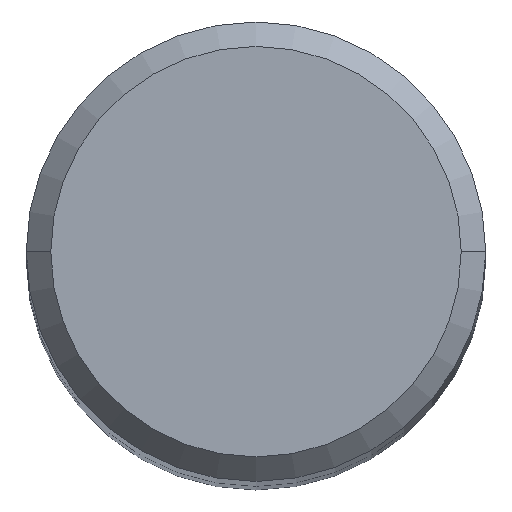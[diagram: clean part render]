
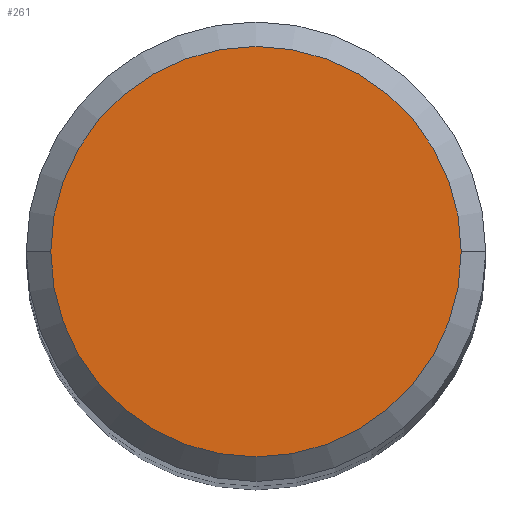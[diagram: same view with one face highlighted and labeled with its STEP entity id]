
A CAD part, top view. The second image highlights one B-rep face of the part: STEP entity #261.
In plain terms, the highlighted planar face has unit normal (0, 0, 1).
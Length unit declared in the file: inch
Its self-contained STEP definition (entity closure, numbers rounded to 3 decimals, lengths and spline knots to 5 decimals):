
#33 = DIRECTION ( 'NONE',  ( 1., 0., 0. ) ) ;
#34 = PLANE ( 'NONE',  #72 ) ;
#37 = AXIS2_PLACEMENT_3D ( 'NONE', #299, #99, #33 ) ;
#45 = CIRCLE ( 'NONE', #256, 0.1675 ) ;
#66 = CARTESIAN_POINT ( 'NONE',  ( 0., 0.1675, 0. ) ) ;
#72 = AXIS2_PLACEMENT_3D ( 'NONE', #66, #189, #300 ) ;
#81 = EDGE_CURVE ( 'NONE', #201, #374, #45, .T. ) ;
#99 = DIRECTION ( 'NONE',  ( 0., 0., 1. ) ) ;
#118 = FACE_OUTER_BOUND ( 'NONE', #375, .T. ) ;
#128 = CARTESIAN_POINT ( 'NONE',  ( 0.1675, 0., 0. ) ) ;
#136 = ORIENTED_EDGE ( 'NONE', *, *, #211, .T. ) ;
#177 = DIRECTION ( 'NONE',  ( 1., 0., 0. ) ) ;
#189 = DIRECTION ( 'NONE',  ( 0., 0., -1. ) ) ;
#201 = VERTEX_POINT ( 'NONE', #128 ) ;
#211 = EDGE_CURVE ( 'NONE', #374, #201, #353, .T. ) ;
#256 = AXIS2_PLACEMENT_3D ( 'NONE', #349, #316, #177 ) ;
#261 = ADVANCED_FACE ( 'NONE', ( #118 ), #34, .F. ) ;
#263 = CARTESIAN_POINT ( 'NONE',  ( -0.1675, 0., 0. ) ) ;
#299 = CARTESIAN_POINT ( 'NONE',  ( 0., 0., 0. ) ) ;
#300 = DIRECTION ( 'NONE',  ( -1., 0., 0. ) ) ;
#316 = DIRECTION ( 'NONE',  ( 0., 0., 1. ) ) ;
#349 = CARTESIAN_POINT ( 'NONE',  ( 0., 0., 0. ) ) ;
#353 = CIRCLE ( 'NONE', #37, 0.1675 ) ;
#371 = ORIENTED_EDGE ( 'NONE', *, *, #81, .T. ) ;
#374 = VERTEX_POINT ( 'NONE', #263 ) ;
#375 = EDGE_LOOP ( 'NONE', ( #136, #371 ) ) ;
